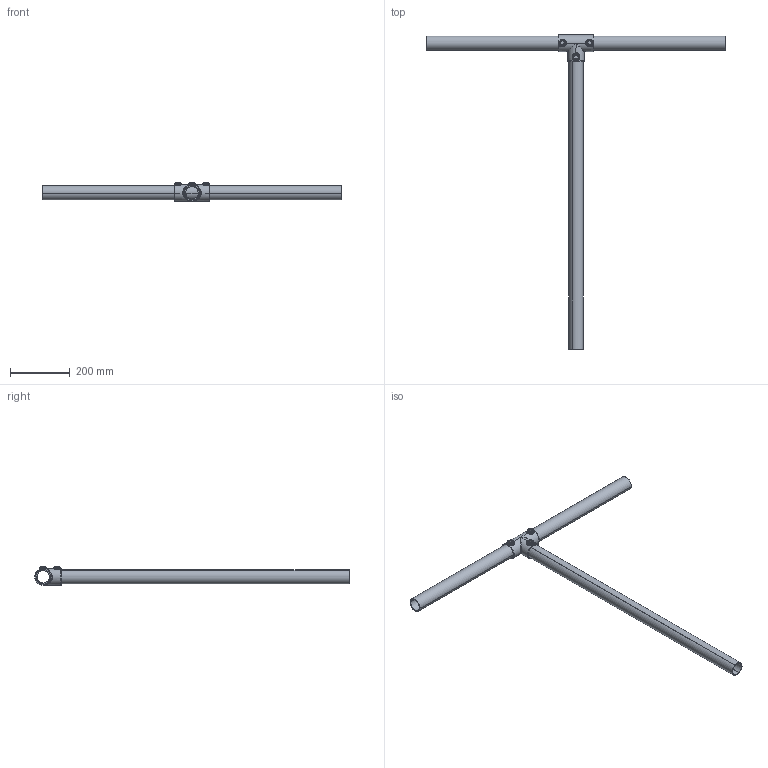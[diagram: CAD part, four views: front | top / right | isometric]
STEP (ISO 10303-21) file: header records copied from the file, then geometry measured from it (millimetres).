
FILE_DESCRIPTION (( 'STEP AP203' ), '1' );
FILE_NAME ('104-C42.step', '2015-09-17T16:13:35', ( '' ), ( '' ), 'SwSTEP 2.0', 'SolidWorks 2015', '' );
FILE_SCHEMA (( 'CONFIG_CONTROL_DESIGN' ));
Length unit declared in the file: millimetre
Products named in the file (4): 104-C42 Teil2; 104-C42 Teil3; 104-C42 Teil1; 104-C42
Assembly tree (6 placements, depth 2):
  104-C42
    104-C42 Teil1
    104-C42 Teil2  x3
    104-C42 Teil3  x2
Bounding box: 1000 x 1051.75 x 61.5 mm (x, y, z)
Volume: 952847.4 mm3; surface area: 615324.3 mm2
Topology: 6 solids, 6 shells, 144 faces, 340 edges, 196 vertices
Faces by surface type: cylinder 72, plane 34, torus 21, bspline 17
Entity records: 5971 total; most frequent: CARTESIAN_POINT 3613, ORIENTED_EDGE 416, DIRECTION 369, EDGE_CURVE 208, AXIS2_PLACEMENT_3D 153, VERTEX_POINT 124, EDGE_LOOP 96, ADVANCED_FACE 86
